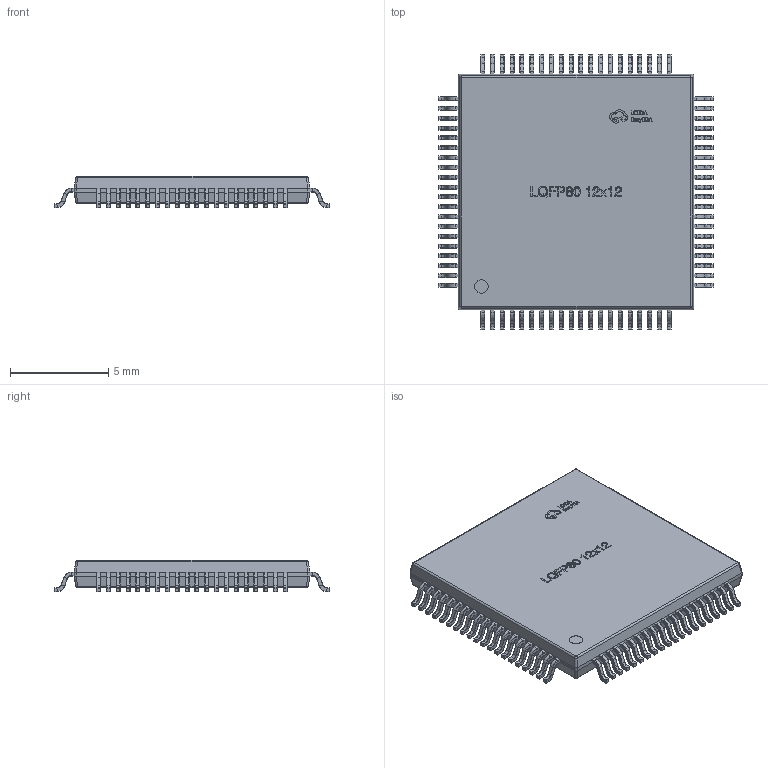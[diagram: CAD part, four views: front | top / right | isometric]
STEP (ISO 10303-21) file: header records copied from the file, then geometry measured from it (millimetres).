
FILE_DESCRIPTION (( 'STEP AP214' ), '1' );
FILE_NAME ('LQFP-80_L12.0-W12.0-H1.4-LS14.0-P0.50.step', '2022-07-09T05:01:29', ( '' ), ( '' ), 'SwSTEP 2.0', 'SolidWorks 2020', '' );
FILE_SCHEMA (( 'AUTOMOTIVE_DESIGN' ));
Length unit declared in the file: millimetre
Products named in the file (1): LQFP-80_L12.0-W12.0-H1.4-LS14.0-P0.50
Bounding box: 14.01 x 14.01 x 1.6 mm (x, y, z)
Volume: 203 mm3; surface area: 438.7 mm2
Topology: 81 solids, 81 shells, 4642 faces, 9927 edges, 5330 vertices
Faces by surface type: plane 1708, cylinder 1702, torus 640, sphere 408, bspline 184
Entity records: 175831 total; most frequent: CARTESIAN_POINT 25556, DIRECTION 22237, ORIENTED_EDGE 19214, EDGE_CURVE 9607, AXIS2_PLACEMENT_3D 8567, VERTEX_POINT 5170, LINE 5103, VECTOR 5103
